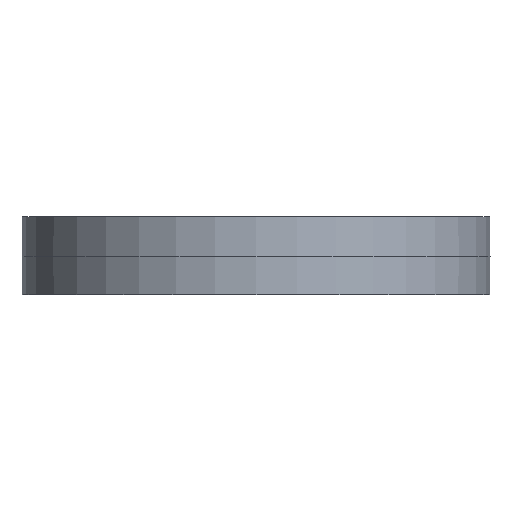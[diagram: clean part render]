
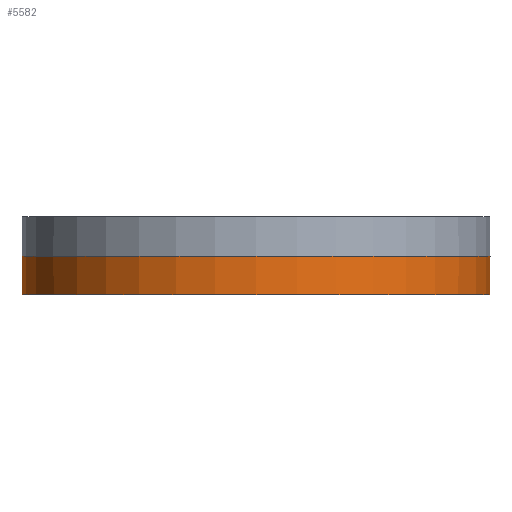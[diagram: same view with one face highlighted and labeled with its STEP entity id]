
A CAD part, front view. The second image highlights one B-rep face of the part: STEP entity #5582.
In plain terms, the highlighted conical face has half-angle 0.5 degrees and reference radius 19.05 mm.
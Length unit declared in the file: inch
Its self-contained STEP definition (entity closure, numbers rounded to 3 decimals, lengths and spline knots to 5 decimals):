
#49 = VERTEX_POINT ( 'NONE', #5964 ) ;
#508 = AXIS2_PLACEMENT_3D ( 'NONE', #6270, #4342, #1806 ) ;
#1097 = ORIENTED_EDGE ( 'NONE', *, *, #6101, .F. ) ;
#1205 = CIRCLE ( 'NONE', #2046, 0.75 ) ;
#1615 = EDGE_CURVE ( 'NONE', #49, #5947, #3738, .T. ) ;
#1746 = ORIENTED_EDGE ( 'NONE', *, *, #1765, .F. ) ;
#1765 = EDGE_CURVE ( 'NONE', #4557, #5947, #1205, .T. ) ;
#1806 = DIRECTION ( 'NONE',  ( 1., 0., 0. ) ) ;
#2005 = CARTESIAN_POINT ( 'NONE',  ( 0., 0., 0. ) ) ;
#2046 = AXIS2_PLACEMENT_3D ( 'NONE', #2005, #4025, #2522 ) ;
#2129 = VERTEX_POINT ( 'NONE', #2221 ) ;
#2143 = ORIENTED_EDGE ( 'NONE', *, *, #1615, .T. ) ;
#2221 = CARTESIAN_POINT ( 'NONE',  ( -0.74891, 0., -0.125 ) ) ;
#2522 = DIRECTION ( 'NONE',  ( 1., 0., 0. ) ) ;
#2709 = EDGE_CURVE ( 'NONE', #2129, #49, #3638, .T. ) ;
#2772 = FACE_OUTER_BOUND ( 'NONE', #5056, .T. ) ;
#2803 = CARTESIAN_POINT ( 'NONE',  ( 0., 0., 0. ) ) ;
#3258 = CARTESIAN_POINT ( 'NONE',  ( 0.75, 0., 0. ) ) ;
#3638 = CIRCLE ( 'NONE', #508, 0.74891 ) ;
#3738 = LINE ( 'NONE', #6241, #5195 ) ;
#3907 = CARTESIAN_POINT ( 'NONE',  ( -0.75, 0., 0. ) ) ;
#3936 = LINE ( 'NONE', #3907, #4790 ) ;
#3972 = CONICAL_SURFACE ( 'NONE', #4280, 0.75, 0.009 ) ;
#4025 = DIRECTION ( 'NONE',  ( 0., 0., 1. ) ) ;
#4280 = AXIS2_PLACEMENT_3D ( 'NONE', #2803, #4304, #5272 ) ;
#4304 = DIRECTION ( 'NONE',  ( 0., 0., 1. ) ) ;
#4342 = DIRECTION ( 'NONE',  ( 0., 0., 1. ) ) ;
#4557 = VERTEX_POINT ( 'NONE', #6143 ) ;
#4756 = ORIENTED_EDGE ( 'NONE', *, *, #2709, .T. ) ;
#4790 = VECTOR ( 'NONE', #5908, 39.37008 ) ;
#5056 = EDGE_LOOP ( 'NONE', ( #4756, #2143, #1746, #1097 ) ) ;
#5195 = VECTOR ( 'NONE', #5258, 39.37008 ) ;
#5258 = DIRECTION ( 'NONE',  ( 0.009, 0., 1. ) ) ;
#5272 = DIRECTION ( 'NONE',  ( -1., 0., 0. ) ) ;
#5582 = ADVANCED_FACE ( 'NONE', ( #2772 ), #3972, .T. ) ;
#5908 = DIRECTION ( 'NONE',  ( -0.009, 0., 1. ) ) ;
#5947 = VERTEX_POINT ( 'NONE', #3258 ) ;
#5964 = CARTESIAN_POINT ( 'NONE',  ( 0.74891, 0., -0.125 ) ) ;
#6101 = EDGE_CURVE ( 'NONE', #2129, #4557, #3936, .T. ) ;
#6143 = CARTESIAN_POINT ( 'NONE',  ( -0.75, 0., 0. ) ) ;
#6241 = CARTESIAN_POINT ( 'NONE',  ( 0.75, 0., 0. ) ) ;
#6270 = CARTESIAN_POINT ( 'NONE',  ( 0., 0., -0.125 ) ) ;
